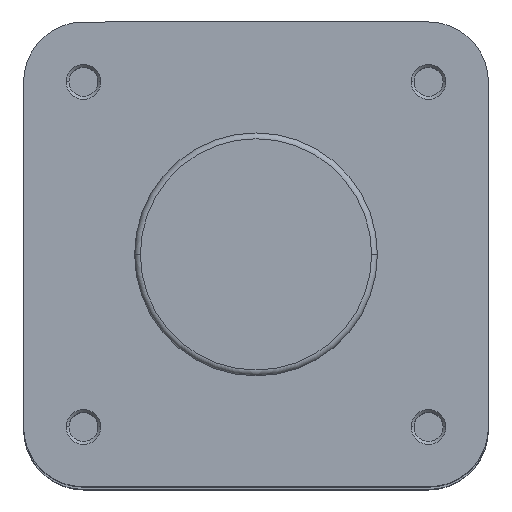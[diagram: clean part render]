
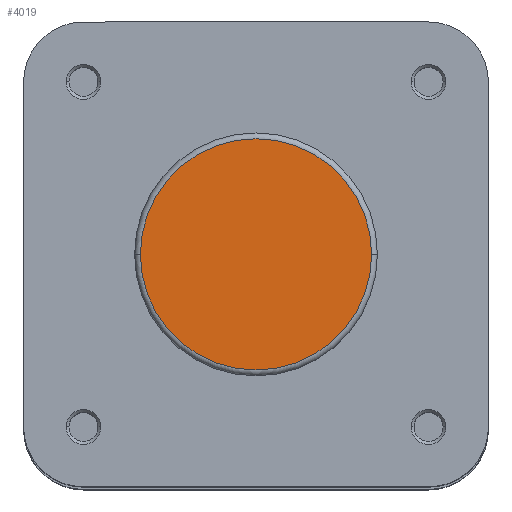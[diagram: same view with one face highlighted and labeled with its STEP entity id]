
A CAD part, top view. The second image highlights one B-rep face of the part: STEP entity #4019.
In plain terms, the highlighted planar face has unit normal (0, 0, 1).
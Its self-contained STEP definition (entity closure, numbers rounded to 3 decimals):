
#304 = CARTESIAN_POINT ( 'NONE',  ( 0., 0., 0. ) ) ;
#305 = DIRECTION ( 'NONE',  ( 0., 0., 1. ) ) ;
#306 = DIRECTION ( 'NONE',  ( -1., 0., 0. ) ) ;
#425 = CARTESIAN_POINT ( 'NONE',  ( 0., 0., 0. ) ) ;
#432 = DIRECTION ( 'NONE',  ( 0., 0., 1. ) ) ;
#433 = DIRECTION ( 'NONE',  ( -1., 0., 0. ) ) ;
#1325 = EDGE_CURVE ( 'NONE', #5070, #5128, #4431, .T. ) ;
#1377 = EDGE_CURVE ( 'NONE', #5128, #5070, #4508, .T. ) ;
#1638 = AXIS2_PLACEMENT_3D ( 'NONE', #304, #305, #306 ) ;
#1662 = AXIS2_PLACEMENT_3D ( 'NONE', #425, #432, #433 ) ;
#2309 = ORIENTED_EDGE ( 'NONE', *, *, #1377, .T. ) ;
#2314 = ORIENTED_EDGE ( 'NONE', *, *, #1325, .T. ) ;
#3177 = PLANE ( 'NONE',  #3925 ) ;
#3180 = CARTESIAN_POINT ( 'NONE',  ( 0., 20.9, 0. ) ) ;
#3188 = DIRECTION ( 'NONE',  ( 0., 0., -1. ) ) ;
#3189 = DIRECTION ( 'NONE',  ( -1., 0., 0. ) ) ;
#3384 = CARTESIAN_POINT ( 'NONE',  ( 19.9, 0., 0. ) ) ;
#3442 = CARTESIAN_POINT ( 'NONE',  ( -19.9, 0., 0. ) ) ;
#3743 = FACE_OUTER_BOUND ( 'NONE', #4151, .T. ) ;
#3925 = AXIS2_PLACEMENT_3D ( 'NONE', #3180, #3188, #3189 ) ;
#4019 = ADVANCED_FACE ( 'NONE', ( #3743 ), #3177, .F. ) ;
#4151 = EDGE_LOOP ( 'NONE', ( #2309, #2314 ) ) ;
#4431 = CIRCLE ( 'NONE', #1638, 19.9 ) ;
#4508 = CIRCLE ( 'NONE', #1662, 19.9 ) ;
#5070 = VERTEX_POINT ( 'NONE', #3384 ) ;
#5128 = VERTEX_POINT ( 'NONE', #3442 ) ;
